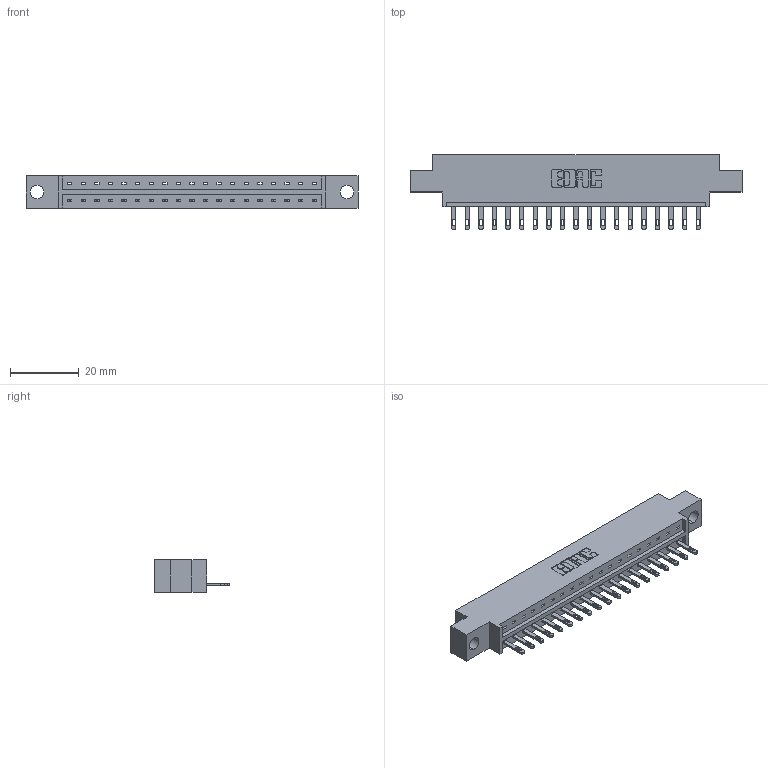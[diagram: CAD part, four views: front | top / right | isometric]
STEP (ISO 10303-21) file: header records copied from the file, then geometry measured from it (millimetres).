
FILE_DESCRIPTION (( 'STEP AP203' ), '1' );
FILE_NAME ('833-019-500-604.STEP', '2020-05-31T23:50:35', ( '' ), ( '' ), 'SwSTEP 2.0', 'SolidWorks 2020', '' );
FILE_SCHEMA (( 'CONFIG_CONTROL_DESIGN' ));
Length unit declared in the file: inch
Products named in the file (3): 345-292-001_345-293-100; 833-019-500-604; 833 Part_Offset - .156 Dia - TH
Assembly tree (20 placements, depth 2):
  833-019-500-604
    833 Part_Offset - .156 Dia - TH
    345-292-001_345-293-100  x19
Bounding box: 96.82 x 21.85 x 9.4 mm (x, y, z)
Volume: 9241.6 mm3; surface area: 9888.2 mm2
Topology: 20 solids, 20 shells, 1144 faces, 3515 edges, 2342 vertices
Faces by surface type: plane 758, cylinder 386
Entity records: 14655 total; most frequent: CARTESIAN_POINT 2539, ORIENTED_EDGE 2494, DIRECTION 2189, EDGE_CURVE 1247, LINE 1115, VECTOR 1115, VERTEX_POINT 830, AXIS2_PLACEMENT_3D 537
